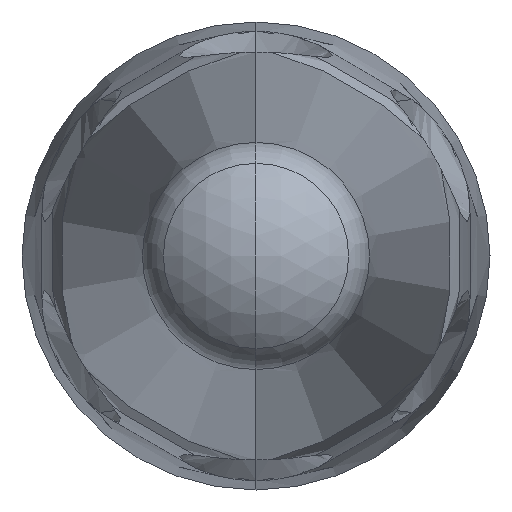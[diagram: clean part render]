
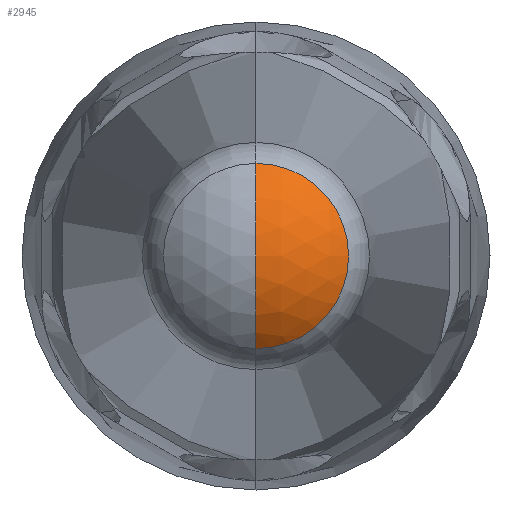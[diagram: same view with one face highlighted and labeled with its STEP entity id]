
A CAD part, left-side view. The second image highlights one B-rep face of the part: STEP entity #2945.
In plain terms, the highlighted spherical face has radius 2.945 mm.
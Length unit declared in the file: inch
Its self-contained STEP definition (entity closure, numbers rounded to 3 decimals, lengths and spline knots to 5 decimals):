
#116 = CARTESIAN_POINT ( 'NONE',  ( -3.2445, 0., 0. ) ) ;
#697 = ORIENTED_EDGE ( 'NONE', *, *, #10372, .F. ) ;
#864 = DIRECTION ( 'NONE',  ( 0., 0., -1. ) ) ;
#1375 = EDGE_CURVE ( 'NONE', #3645, #12814, #3978, .T. ) ;
#2180 = CIRCLE ( 'NONE', #14929, 0.11593 ) ;
#2227 = CARTESIAN_POINT ( 'NONE',  ( -3.2445, 0., -0.08049 ) ) ;
#2945 = ADVANCED_FACE ( 'NONE', ( #3993 ), #3832, .T. ) ;
#3123 = DIRECTION ( 'NONE',  ( 0., -1., 0. ) ) ;
#3644 = VERTEX_POINT ( 'NONE', #13188 ) ;
#3645 = VERTEX_POINT ( 'NONE', #14724 ) ;
#3832 = SPHERICAL_SURFACE ( 'NONE', #7534, 0.11593 ) ;
#3958 = CIRCLE ( 'NONE', #7630, 0.08049 ) ;
#3969 = DIRECTION ( 'NONE',  ( 0., 0., -1. ) ) ;
#3978 = CIRCLE ( 'NONE', #12040, 0.11593 ) ;
#3993 = FACE_OUTER_BOUND ( 'NONE', #15412, .T. ) ;
#4217 = DIRECTION ( 'NONE',  ( 1., 0., 0. ) ) ;
#5229 = CARTESIAN_POINT ( 'NONE',  ( -3.16107, 0., 0. ) ) ;
#7534 = AXIS2_PLACEMENT_3D ( 'NONE', #8848, #11817, #864 ) ;
#7630 = AXIS2_PLACEMENT_3D ( 'NONE', #116, #4217, #3969 ) ;
#8848 = CARTESIAN_POINT ( 'NONE',  ( -3.16107, 0., 0. ) ) ;
#10013 = ORIENTED_EDGE ( 'NONE', *, *, #15546, .F. ) ;
#10130 = DIRECTION ( 'NONE',  ( 0., 1., 0. ) ) ;
#10372 = EDGE_CURVE ( 'NONE', #3645, #3644, #2180, .T. ) ;
#11262 = DIRECTION ( 'NONE',  ( 0., 0., 1. ) ) ;
#11817 = DIRECTION ( 'NONE',  ( 0., 1., 0. ) ) ;
#12040 = AXIS2_PLACEMENT_3D ( 'NONE', #14293, #3123, #15427 ) ;
#12437 = ORIENTED_EDGE ( 'NONE', *, *, #1375, .T. ) ;
#12814 = VERTEX_POINT ( 'NONE', #2227 ) ;
#13188 = CARTESIAN_POINT ( 'NONE',  ( -3.2445, 0., 0.08049 ) ) ;
#14293 = CARTESIAN_POINT ( 'NONE',  ( -3.16107, 0., 0. ) ) ;
#14724 = CARTESIAN_POINT ( 'NONE',  ( -3.277, 0., 0. ) ) ;
#14929 = AXIS2_PLACEMENT_3D ( 'NONE', #5229, #10130, #11262 ) ;
#15412 = EDGE_LOOP ( 'NONE', ( #697, #12437, #10013 ) ) ;
#15427 = DIRECTION ( 'NONE',  ( 0., 0., -1. ) ) ;
#15546 = EDGE_CURVE ( 'NONE', #3644, #12814, #3958, .T. ) ;
